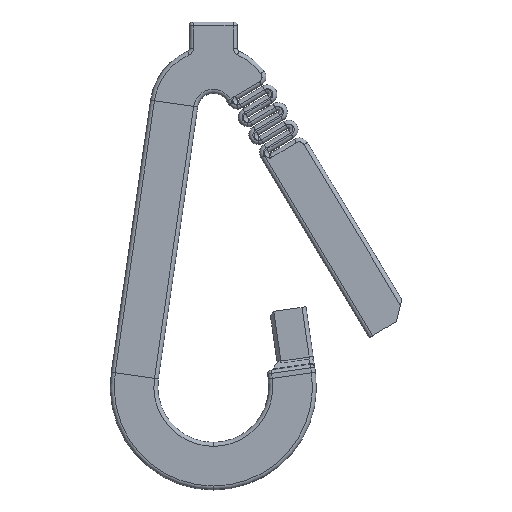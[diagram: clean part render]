
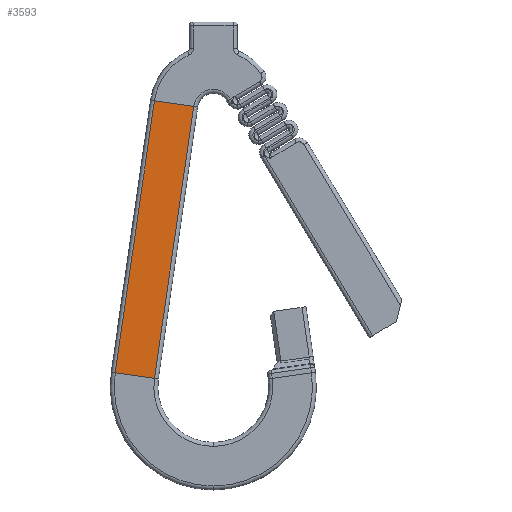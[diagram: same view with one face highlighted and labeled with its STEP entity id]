
A CAD part, front view. The second image highlights one B-rep face of the part: STEP entity #3593.
In plain terms, the highlighted planar face has unit normal (0, -1, 0).
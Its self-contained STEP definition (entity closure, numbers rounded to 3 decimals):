
#57 = VERTEX_POINT ( 'NONE', #5990 ) ;
#497 = ORIENTED_EDGE ( 'NONE', *, *, #2879, .T. ) ;
#509 = LINE ( 'NONE', #1136, #2347 ) ;
#974 = VECTOR ( 'NONE', #2806, 1000. ) ;
#1119 = VECTOR ( 'NONE', #3908, 1000. ) ;
#1136 = CARTESIAN_POINT ( 'NONE',  ( -16.341, -3.81, -48.441 ) ) ;
#1180 = FACE_OUTER_BOUND ( 'NONE', #1716, .T. ) ;
#1255 = DIRECTION ( 'NONE',  ( -0.143, 0., -0.99 ) ) ;
#1707 = CARTESIAN_POINT ( 'NONE',  ( -16.341, -3.81, -48.441 ) ) ;
#1716 = EDGE_LOOP ( 'NONE', ( #3443, #5629, #3177, #497 ) ) ;
#2255 = CARTESIAN_POINT ( 'NONE',  ( -9.427, -3.81, -49.439 ) ) ;
#2347 = VECTOR ( 'NONE', #5459, 1000. ) ;
#2695 = EDGE_CURVE ( 'NONE', #57, #3309, #509, .T. ) ;
#2739 = VERTEX_POINT ( 'NONE', #5400 ) ;
#2806 = DIRECTION ( 'NONE',  ( 0.99, 0., -0.143 ) ) ;
#2823 = CARTESIAN_POINT ( 'NONE',  ( -9.427, -3.81, -49.439 ) ) ;
#2879 = EDGE_CURVE ( 'NONE', #3309, #6447, #5631, .T. ) ;
#3177 = ORIENTED_EDGE ( 'NONE', *, *, #2695, .T. ) ;
#3309 = VERTEX_POINT ( 'NONE', #2255 ) ;
#3392 = CARTESIAN_POINT ( 'NONE',  ( -15.712, -3.81, -48.532 ) ) ;
#3443 = ORIENTED_EDGE ( 'NONE', *, *, #5167, .F. ) ;
#3494 = CARTESIAN_POINT ( 'NONE',  ( -3.142, -3.81, -5.896 ) ) ;
#3593 = ADVANCED_FACE ( 'NONE', ( #1180 ), #4386, .T. ) ;
#3850 = DIRECTION ( 'NONE',  ( 0., -1., 0. ) ) ;
#3908 = DIRECTION ( 'NONE',  ( 0.143, 0., 0.99 ) ) ;
#4386 = PLANE ( 'NONE',  #6148 ) ;
#4430 = VECTOR ( 'NONE', #1255, 1000. ) ;
#5113 = DIRECTION ( 'NONE',  ( 0., 0., -1. ) ) ;
#5167 = EDGE_CURVE ( 'NONE', #2739, #6447, #5576, .T. ) ;
#5400 = CARTESIAN_POINT ( 'NONE',  ( -9.427, -3.81, -4.989 ) ) ;
#5459 = DIRECTION ( 'NONE',  ( 0.99, 0., -0.143 ) ) ;
#5491 = LINE ( 'NONE', #3392, #4430 ) ;
#5547 = CARTESIAN_POINT ( 'NONE',  ( -10.056, -3.81, -4.899 ) ) ;
#5576 = LINE ( 'NONE', #5547, #974 ) ;
#5629 = ORIENTED_EDGE ( 'NONE', *, *, #5959, .T. ) ;
#5631 = LINE ( 'NONE', #2823, #1119 ) ;
#5959 = EDGE_CURVE ( 'NONE', #2739, #57, #5491, .T. ) ;
#5990 = CARTESIAN_POINT ( 'NONE',  ( -15.712, -3.81, -48.532 ) ) ;
#6148 = AXIS2_PLACEMENT_3D ( 'NONE', #1707, #3850, #5113 ) ;
#6447 = VERTEX_POINT ( 'NONE', #3494 ) ;
